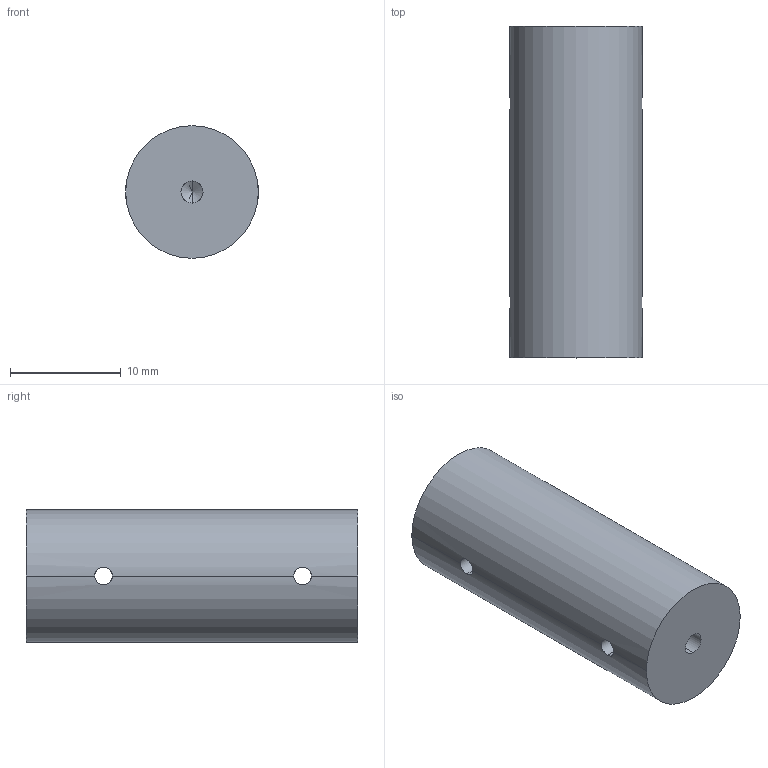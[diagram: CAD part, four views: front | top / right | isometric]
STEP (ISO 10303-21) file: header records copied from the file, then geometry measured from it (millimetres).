
FILE_DESCRIPTION (( 'STEP AP214' ), '1' );
FILE_NAME ('27780~2.STEP', '2017-09-26T08:58:05', ( '' ), ( '' ), 'SwSTEP 2.0', 'SolidWorks 2016', '' );
FILE_SCHEMA (( 'AUTOMOTIVE_DESIGN' ));
Length unit declared in the file: millimetre
Products named in the file (1): 27780~2
Bounding box: 12 x 30 x 12 mm (x, y, z)
Volume: 3009.7 mm3; surface area: 1734.6 mm2
Topology: 1 solids, 1 shells, 20 faces, 62 edges, 38 vertices
Faces by surface type: cylinder 14, cone 4, plane 2
Entity records: 1004 total; most frequent: CARTESIAN_POINT 373, ORIENTED_EDGE 116, DIRECTION 88, EDGE_CURVE 58, VERTEX_POINT 38, AXIS2_PLACEMENT_3D 33, EDGE_LOOP 26, B_SPLINE_CURVE_WITH_KNOTS 24
